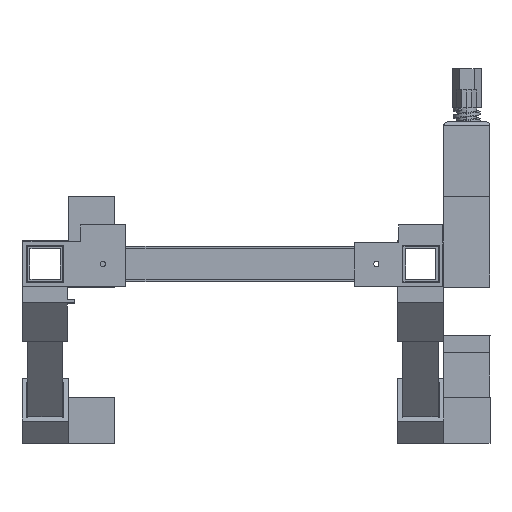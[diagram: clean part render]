
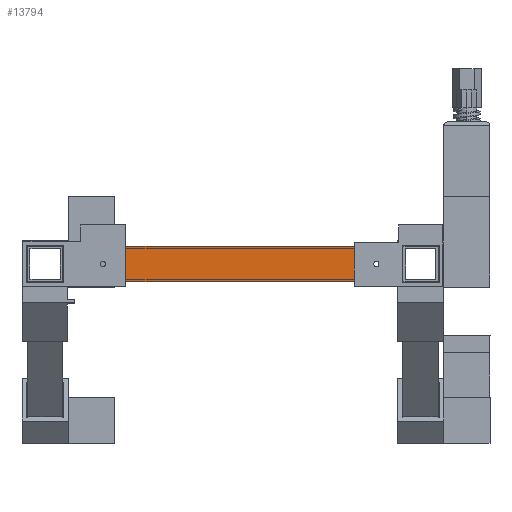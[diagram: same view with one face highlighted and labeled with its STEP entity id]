
A CAD part, front view. The second image highlights one B-rep face of the part: STEP entity #13794.
In plain terms, the highlighted planar face has unit normal (0, -1, 0).
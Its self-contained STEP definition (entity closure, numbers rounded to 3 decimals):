
#881=FACE_BOUND('',#2363,.T.);
#882=FACE_BOUND('',#2364,.T.);
#1130=CIRCLE('',#14627,1.5);
#1134=CIRCLE('',#14633,1.5);
#1542=FACE_OUTER_BOUND('',#2362,.T.);
#2362=EDGE_LOOP('',(#9852,#9853,#9854,#9855));
#2363=EDGE_LOOP('',(#9856));
#2364=EDGE_LOOP('',(#9857));
#3445=LINE('',#19493,#4754);
#3446=LINE('',#19496,#4755);
#3447=LINE('',#19498,#4756);
#3448=LINE('',#19499,#4757);
#4754=VECTOR('',#16125,10.);
#4755=VECTOR('',#16128,10.);
#4756=VECTOR('',#16129,10.);
#4757=VECTOR('',#16130,10.);
#5995=VERTEX_POINT('',#19438);
#5999=VERTEX_POINT('',#19450);
#6013=VERTEX_POINT('',#19489);
#6014=VERTEX_POINT('',#19491);
#6015=VERTEX_POINT('',#19495);
#6016=VERTEX_POINT('',#19497);
#7458=EDGE_CURVE('',#5995,#5995,#1130,.T.);
#7464=EDGE_CURVE('',#5999,#5999,#1134,.T.);
#7485=EDGE_CURVE('',#6013,#6014,#3445,.T.);
#7486=EDGE_CURVE('',#6015,#6013,#3446,.T.);
#7487=EDGE_CURVE('',#6016,#6014,#3447,.T.);
#7488=EDGE_CURVE('',#6015,#6016,#3448,.T.);
#9852=ORIENTED_EDGE('',*,*,#7486,.T.);
#9853=ORIENTED_EDGE('',*,*,#7485,.T.);
#9854=ORIENTED_EDGE('',*,*,#7487,.F.);
#9855=ORIENTED_EDGE('',*,*,#7488,.F.);
#9856=ORIENTED_EDGE('',*,*,#7458,.T.);
#9857=ORIENTED_EDGE('',*,*,#7464,.T.);
#13364=PLANE('',#14641);
#13794=ADVANCED_FACE('',(#1542,#881,#882),#13364,.T.);
#14627=AXIS2_PLACEMENT_3D('',#19439,#16076,#16077);
#14633=AXIS2_PLACEMENT_3D('',#19451,#16090,#16091);
#14641=AXIS2_PLACEMENT_3D('',#19494,#16126,#16127);
#16076=DIRECTION('center_axis',(0.,1.,0.));
#16077=DIRECTION('ref_axis',(1.,0.,0.));
#16090=DIRECTION('center_axis',(0.,1.,0.));
#16091=DIRECTION('ref_axis',(1.,0.,0.));
#16125=DIRECTION('',(-1.,0.,0.));
#16126=DIRECTION('center_axis',(0.,-1.,0.));
#16127=DIRECTION('ref_axis',(0.,0.,1.));
#16128=DIRECTION('',(0.,0.,1.));
#16129=DIRECTION('',(0.,0.,1.));
#16130=DIRECTION('',(-1.,0.,0.));
#19438=CARTESIAN_POINT('',(118.25,-171.537,-104.429));
#19439=CARTESIAN_POINT('Origin',(119.75,-171.537,-104.429));
#19450=CARTESIAN_POINT('',(-35.75,-171.537,-104.429));
#19451=CARTESIAN_POINT('Origin',(-34.25,-171.537,-104.429));
#19489=CARTESIAN_POINT('',(132.25,-171.537,-94.429));
#19491=CARTESIAN_POINT('',(-52.25,-171.537,-94.429));
#19493=CARTESIAN_POINT('',(132.25,-171.537,-94.429));
#19494=CARTESIAN_POINT('Origin',(132.25,-171.537,-114.429));
#19495=CARTESIAN_POINT('',(132.25,-171.537,-114.429));
#19496=CARTESIAN_POINT('',(132.25,-171.537,-114.429));
#19497=CARTESIAN_POINT('',(-52.25,-171.537,-114.429));
#19498=CARTESIAN_POINT('',(-52.25,-171.537,-114.429));
#19499=CARTESIAN_POINT('',(132.25,-171.537,-114.429));
